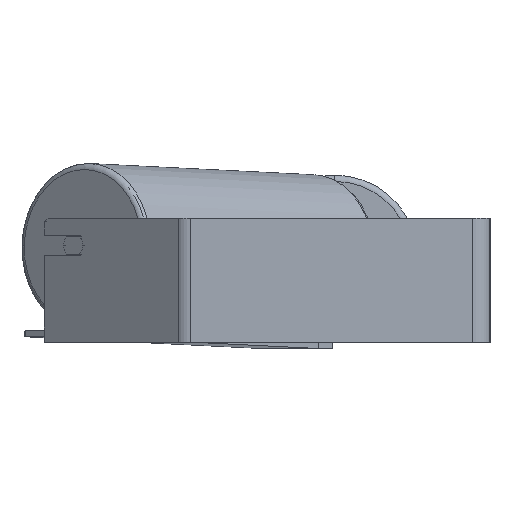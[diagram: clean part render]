
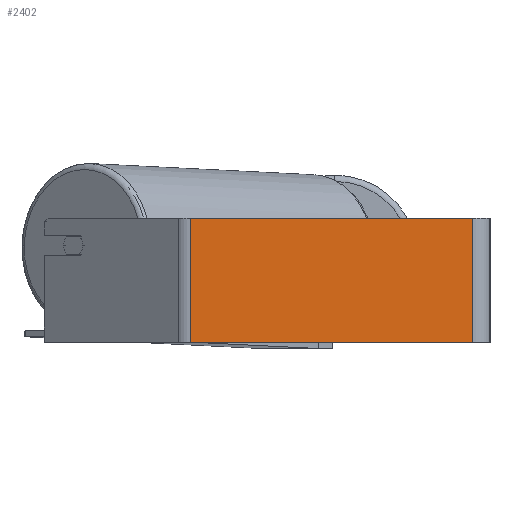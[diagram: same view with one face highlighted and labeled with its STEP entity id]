
A CAD part, left-side view. The second image highlights one B-rep face of the part: STEP entity #2402.
In plain terms, the highlighted planar face has unit normal (-1, 0, 0).
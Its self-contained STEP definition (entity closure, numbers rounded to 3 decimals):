
#132 = VECTOR ( 'NONE', #5513, 1000. ) ;
#177 = CARTESIAN_POINT ( 'NONE',  ( -500., 246.716, 50. ) ) ;
#395 = CARTESIAN_POINT ( 'NONE',  ( -500., 14., 50. ) ) ;
#524 = CARTESIAN_POINT ( 'NONE',  ( -500., 241.62, -50. ) ) ;
#606 = LINE ( 'NONE', #5358, #1383 ) ;
#607 = ORIENTED_EDGE ( 'NONE', *, *, #3158, .F. ) ;
#1048 = CARTESIAN_POINT ( 'NONE',  ( -500., 241.62, 50. ) ) ;
#1078 = VECTOR ( 'NONE', #7272, 1000. ) ;
#1115 = ORIENTED_EDGE ( 'NONE', *, *, #2248, .T. ) ;
#1147 = LINE ( 'NONE', #3934, #1817 ) ;
#1353 = EDGE_CURVE ( 'NONE', #3093, #6784, #5759, .T. ) ;
#1383 = VECTOR ( 'NONE', #5504, 1000. ) ;
#1817 = VECTOR ( 'NONE', #6782, 1000. ) ;
#1948 = EDGE_CURVE ( 'NONE', #7786, #3929, #606, .T. ) ;
#2031 = ORIENTED_EDGE ( 'NONE', *, *, #1353, .T. ) ;
#2111 = DIRECTION ( 'NONE',  ( 1., 0., 0. ) ) ;
#2248 = EDGE_CURVE ( 'NONE', #7786, #3093, #1147, .T. ) ;
#2255 = EDGE_LOOP ( 'NONE', ( #2031, #607, #7689, #1115 ) ) ;
#2402 = ADVANCED_FACE ( 'NONE', ( #6453 ), #5667, .F. ) ;
#2577 = CARTESIAN_POINT ( 'NONE',  ( -500., 14., -50. ) ) ;
#2721 = CARTESIAN_POINT ( 'NONE',  ( -500., 14., 50. ) ) ;
#3093 = VERTEX_POINT ( 'NONE', #524 ) ;
#3158 = EDGE_CURVE ( 'NONE', #3929, #6784, #8993, .T. ) ;
#3861 = AXIS2_PLACEMENT_3D ( 'NONE', #177, #2111, #7651 ) ;
#3929 = VERTEX_POINT ( 'NONE', #395 ) ;
#3934 = CARTESIAN_POINT ( 'NONE',  ( -500., 241.62, 50. ) ) ;
#5358 = CARTESIAN_POINT ( 'NONE',  ( -500., 246.716, 50. ) ) ;
#5504 = DIRECTION ( 'NONE',  ( 0., -1., 0. ) ) ;
#5513 = DIRECTION ( 'NONE',  ( 0., 0., -1. ) ) ;
#5667 = PLANE ( 'NONE',  #3861 ) ;
#5759 = LINE ( 'NONE', #7181, #1078 ) ;
#6453 = FACE_OUTER_BOUND ( 'NONE', #2255, .T. ) ;
#6782 = DIRECTION ( 'NONE',  ( 0., 0., -1. ) ) ;
#6784 = VERTEX_POINT ( 'NONE', #2577 ) ;
#7181 = CARTESIAN_POINT ( 'NONE',  ( -500., 246.716, -50. ) ) ;
#7272 = DIRECTION ( 'NONE',  ( 0., -1., 0. ) ) ;
#7651 = DIRECTION ( 'NONE',  ( 0., 0., -1. ) ) ;
#7689 = ORIENTED_EDGE ( 'NONE', *, *, #1948, .F. ) ;
#7786 = VERTEX_POINT ( 'NONE', #1048 ) ;
#8993 = LINE ( 'NONE', #2721, #132 ) ;
